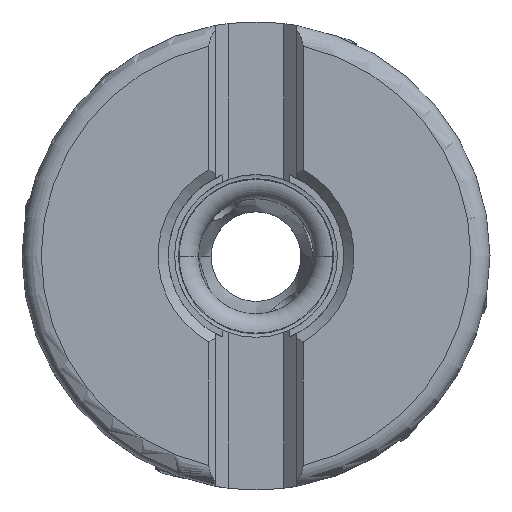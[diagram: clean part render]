
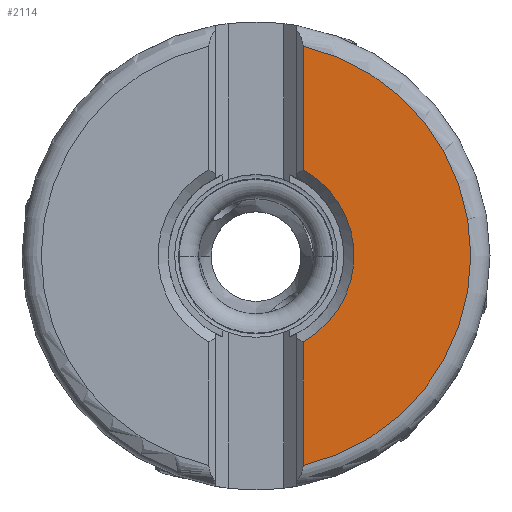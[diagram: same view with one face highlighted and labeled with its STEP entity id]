
A CAD part, top view. The second image highlights one B-rep face of the part: STEP entity #2114.
In plain terms, the highlighted planar face has unit normal (0, 0, 1).
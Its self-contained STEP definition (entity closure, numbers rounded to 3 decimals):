
#410=PLANE('',#13446);
#853=LINE('',#24817,#1507);
#854=LINE('',#24821,#1508);
#1507=VECTOR('',#15750,1.);
#1508=VECTOR('',#15755,1.);
#2114=ADVANCED_FACE('',(#3114),#410,.T.);
#3114=FACE_OUTER_BOUND('',#3812,.T.);
#3812=EDGE_LOOP('',(#6616,#6617,#6618,#6619));
#4601=CIRCLE('',#13441,16.757);
#4603=CIRCLE('',#13445,7.65);
#6616=ORIENTED_EDGE('',*,*,#11122,.F.);
#6617=ORIENTED_EDGE('',*,*,#11123,.T.);
#6618=ORIENTED_EDGE('',*,*,#11115,.F.);
#6619=ORIENTED_EDGE('',*,*,#11121,.T.);
#9576=VERTEX_POINT('',#24773);
#9577=VERTEX_POINT('',#24774);
#9580=VERTEX_POINT('',#24816);
#9581=VERTEX_POINT('',#24820);
#11115=EDGE_CURVE('',#9576,#9577,#4601,.T.);
#11121=EDGE_CURVE('',#9576,#9580,#853,.T.);
#11122=EDGE_CURVE('',#9581,#9580,#4603,.T.);
#11123=EDGE_CURVE('',#9581,#9577,#854,.T.);
#13441=AXIS2_PLACEMENT_3D('',#24772,#15744,#15745);
#13445=AXIS2_PLACEMENT_3D('',#24819,#15753,#15754);
#13446=AXIS2_PLACEMENT_3D('',#24822,#15756,#15757);
#15744=DIRECTION('',(0.,0.,-1.));
#15745=DIRECTION('',(0.219,0.976,0.));
#15750=DIRECTION('',(0.,-1.,0.));
#15753=DIRECTION('',(0.,0.,1.));
#15754=DIRECTION('',(0.48,-0.877,0.));
#15755=DIRECTION('',(0.,-1.,0.));
#15756=DIRECTION('',(0.,0.,1.));
#15757=DIRECTION('',(-1.,0.,0.));
#24772=CARTESIAN_POINT('',(0.,0.,0.));
#24773=CARTESIAN_POINT('',(3.675,16.349,0.));
#24774=CARTESIAN_POINT('',(3.675,-16.349,0.));
#24816=CARTESIAN_POINT('',(3.675,6.709,0.));
#24817=CARTESIAN_POINT('',(3.675,16.349,0.));
#24819=CARTESIAN_POINT('',(0.,0.,0.));
#24820=CARTESIAN_POINT('',(3.675,-6.709,0.));
#24821=CARTESIAN_POINT('',(3.675,-6.709,0.));
#24822=CARTESIAN_POINT('',(10.216,0.,0.));
